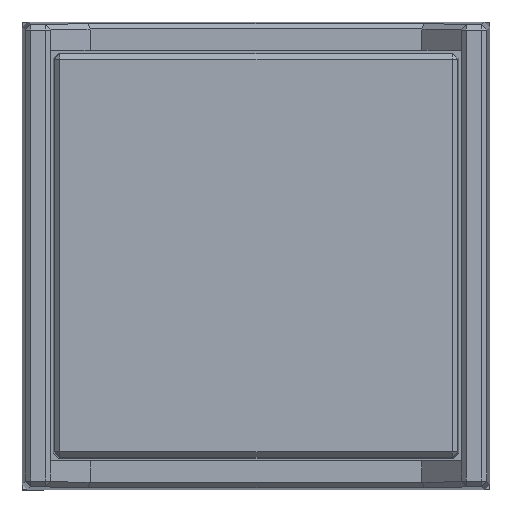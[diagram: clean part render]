
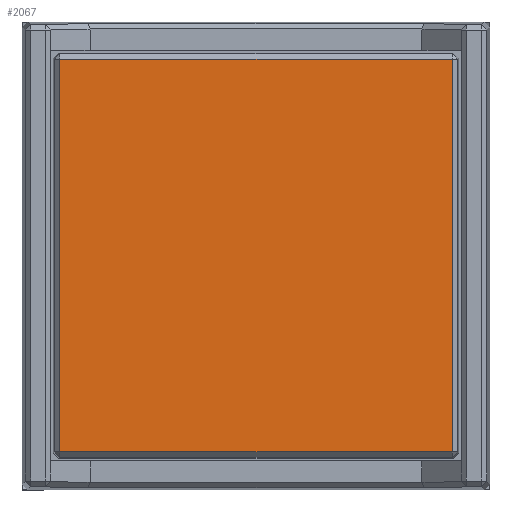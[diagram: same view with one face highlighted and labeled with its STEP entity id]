
A CAD part, top view. The second image highlights one B-rep face of the part: STEP entity #2067.
In plain terms, the highlighted planar face has unit normal (0, 0, 1).
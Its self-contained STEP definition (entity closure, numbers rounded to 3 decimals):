
#47 = ORIENTED_EDGE ( 'NONE', *, *, #1682, .F. ) ;
#255 = CARTESIAN_POINT ( 'NONE',  ( 0., 7.517, 9.6 ) ) ;
#475 = DIRECTION ( 'NONE',  ( 0., 0., -1. ) ) ;
#751 = VERTEX_POINT ( 'NONE', #5601 ) ;
#816 = LINE ( 'NONE', #2925, #6348 ) ;
#869 = CARTESIAN_POINT ( 'NONE',  ( 0., -7.517, 9.6 ) ) ;
#989 = FACE_OUTER_BOUND ( 'NONE', #4854, .T. ) ;
#1095 = CARTESIAN_POINT ( 'NONE',  ( 7.517, 7.517, 9.6 ) ) ;
#1232 = VECTOR ( 'NONE', #2357, 1000. ) ;
#1284 = ORIENTED_EDGE ( 'NONE', *, *, #4262, .F. ) ;
#1434 = VECTOR ( 'NONE', #4143, 1000. ) ;
#1682 = EDGE_CURVE ( 'NONE', #4988, #4542, #6757, .T. ) ;
#2034 = CARTESIAN_POINT ( 'NONE',  ( 7.517, 0., 9.6 ) ) ;
#2067 = ADVANCED_FACE ( 'NONE', ( #989 ), #3101, .F. ) ;
#2357 = DIRECTION ( 'NONE',  ( 1., 0., 0. ) ) ;
#2584 = DIRECTION ( 'NONE',  ( -1., 0., 0. ) ) ;
#2670 = VECTOR ( 'NONE', #2979, 1000. ) ;
#2925 = CARTESIAN_POINT ( 'NONE',  ( -7.517, 0., 9.6 ) ) ;
#2979 = DIRECTION ( 'NONE',  ( -1., 0., 0. ) ) ;
#3101 = PLANE ( 'NONE',  #3867 ) ;
#3285 = ORIENTED_EDGE ( 'NONE', *, *, #3287, .F. ) ;
#3287 = EDGE_CURVE ( 'NONE', #751, #4988, #4993, .T. ) ;
#3867 = AXIS2_PLACEMENT_3D ( 'NONE', #5224, #475, #2584 ) ;
#4090 = ORIENTED_EDGE ( 'NONE', *, *, #6816, .F. ) ;
#4143 = DIRECTION ( 'NONE',  ( 0., -1., 0. ) ) ;
#4262 = EDGE_CURVE ( 'NONE', #4542, #5286, #5619, .T. ) ;
#4500 = CARTESIAN_POINT ( 'NONE',  ( 7.517, -7.517, 9.6 ) ) ;
#4542 = VERTEX_POINT ( 'NONE', #4500 ) ;
#4854 = EDGE_LOOP ( 'NONE', ( #1284, #47, #3285, #4090 ) ) ;
#4988 = VERTEX_POINT ( 'NONE', #1095 ) ;
#4993 = LINE ( 'NONE', #255, #1232 ) ;
#5046 = DIRECTION ( 'NONE',  ( 0., 1., 0. ) ) ;
#5224 = CARTESIAN_POINT ( 'NONE',  ( 7.517, -7.517, 9.6 ) ) ;
#5286 = VERTEX_POINT ( 'NONE', #6337 ) ;
#5601 = CARTESIAN_POINT ( 'NONE',  ( -7.517, 7.517, 9.6 ) ) ;
#5619 = LINE ( 'NONE', #869, #2670 ) ;
#6337 = CARTESIAN_POINT ( 'NONE',  ( -7.517, -7.517, 9.6 ) ) ;
#6348 = VECTOR ( 'NONE', #5046, 1000. ) ;
#6757 = LINE ( 'NONE', #2034, #1434 ) ;
#6816 = EDGE_CURVE ( 'NONE', #5286, #751, #816, .T. ) ;
